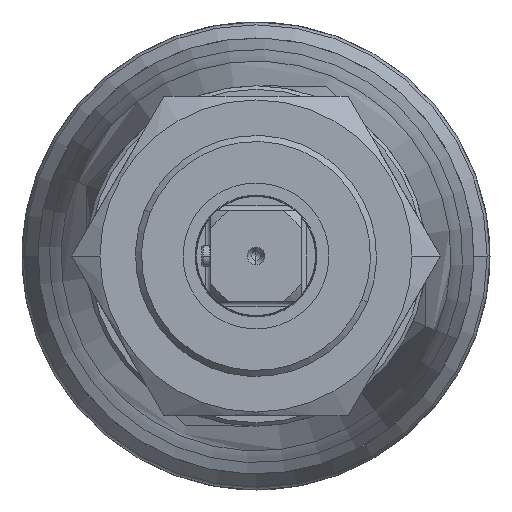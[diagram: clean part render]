
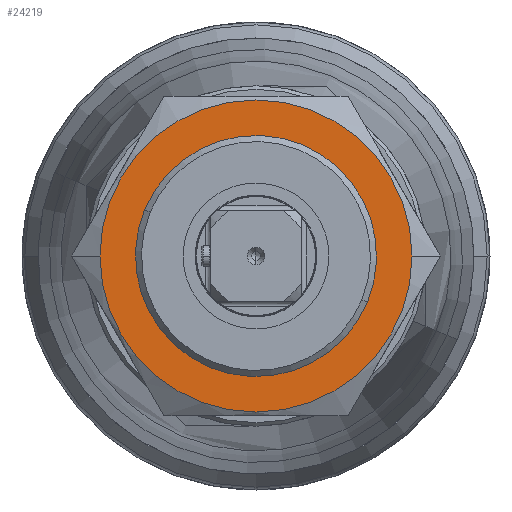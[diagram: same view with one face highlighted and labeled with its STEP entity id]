
A CAD part, left-side view. The second image highlights one B-rep face of the part: STEP entity #24219.
In plain terms, the highlighted planar face has unit normal (-1, 0, 0).
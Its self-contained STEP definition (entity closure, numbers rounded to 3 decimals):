
#9186=CARTESIAN_POINT('',(-156.8,0.,0.));
#9187=DIRECTION('',(-1.,0.,0.));
#9188=DIRECTION('',(0.,1.,0.));
#9189=AXIS2_PLACEMENT_3D('',#9186,#9187,#9188);
#9191=CARTESIAN_POINT('',(-156.8,0.,0.));
#9192=DIRECTION('',(-1.,0.,0.));
#9193=DIRECTION('',(0.,-1.,0.));
#9194=AXIS2_PLACEMENT_3D('',#9191,#9192,#9193);
#9396=CARTESIAN_POINT('',(-156.8,0.,0.));
#9397=DIRECTION('',(1.,0.,0.));
#9398=DIRECTION('',(0.,0.924,0.383));
#9399=AXIS2_PLACEMENT_3D('',#9396,#9397,#9398);
#9406=CARTESIAN_POINT('',(-156.8,0.,0.));
#9407=DIRECTION('',(1.,0.,0.));
#9408=DIRECTION('',(0.,-0.924,-0.383));
#9409=AXIS2_PLACEMENT_3D('',#9406,#9407,#9408);
#11498=CARTESIAN_POINT('',(-156.8,22.,0.));
#11499=CARTESIAN_POINT('',(-156.8,-22.,0.));
#11500=VERTEX_POINT('',#11498);
#11501=VERTEX_POINT('',#11499);
#11512=CARTESIAN_POINT('',(-156.8,15.706,6.506));
#11513=CARTESIAN_POINT('',(-156.8,-15.706,-6.506));
#11514=VERTEX_POINT('',#11512);
#11515=VERTEX_POINT('',#11513);
#24203=CARTESIAN_POINT('',(-156.8,0.,0.));
#24204=DIRECTION('',(-1.,0.,0.));
#24205=DIRECTION('',(0.,0.,1.));
#24206=AXIS2_PLACEMENT_3D('',#24203,#24204,#24205);
#24207=PLANE('',#24206);
#24209=ORIENTED_EDGE('',*,*,#24208,.F.);
#24210=ORIENTED_EDGE('',*,*,#24182,.F.);
#24211=EDGE_LOOP('',(#24209,#24210));
#24212=FACE_OUTER_BOUND('',#24211,.F.);
#24214=ORIENTED_EDGE('',*,*,#24213,.F.);
#24216=ORIENTED_EDGE('',*,*,#24215,.F.);
#24217=EDGE_LOOP('',(#24214,#24216));
#24218=FACE_BOUND('',#24217,.F.);
#9190=CIRCLE('',#9189,22.);
#9195=CIRCLE('',#9194,22.);
#9400=CIRCLE('',#9399,17.);
#9410=CIRCLE('',#9409,17.);
#24182=EDGE_CURVE('',#11501,#11500,#9195,.T.);
#24208=EDGE_CURVE('',#11500,#11501,#9190,.T.);
#24213=EDGE_CURVE('',#11514,#11515,#9400,.T.);
#24215=EDGE_CURVE('',#11515,#11514,#9410,.T.);
#24219=ADVANCED_FACE('',(#24212,#24218),#24207,.T.);
